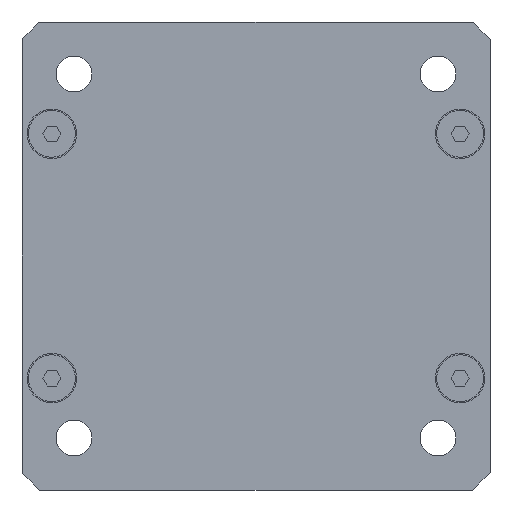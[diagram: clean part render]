
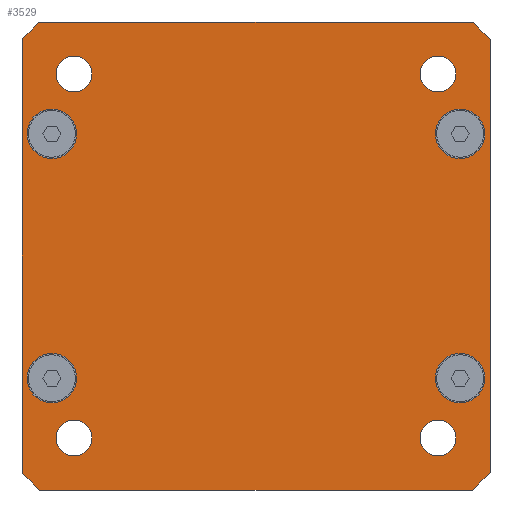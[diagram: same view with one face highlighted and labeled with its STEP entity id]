
A CAD part, front view. The second image highlights one B-rep face of the part: STEP entity #3529.
In plain terms, the highlighted planar face has unit normal (0, -1, 0).
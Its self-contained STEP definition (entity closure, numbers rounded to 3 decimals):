
#2262=CARTESIAN_POINT('',(76.918,-93.5,70.0));
#2263=VERTEX_POINT('',#2262);
#2264=CARTESIAN_POINT('',(70.0,-93.5,70.0));
#2265=DIRECTION('',(0.0,1.0,0.0));
#2266=DIRECTION('',(1.0,0.0,0.0));
#2267=AXIS2_PLACEMENT_3D('',#2264,#2265,#2266);
#2268=CIRCLE('',#2267,6.918);
#2269=EDGE_CURVE('',#2263,#2263,#2268,.T.);
#2290=CARTESIAN_POINT('',(76.918,-93.5,-70.0));
#2291=VERTEX_POINT('',#2290);
#2292=CARTESIAN_POINT('',(70.0,-93.5,-70.0));
#2293=DIRECTION('',(0.0,1.0,0.0));
#2294=DIRECTION('',(1.0,0.0,0.0));
#2295=AXIS2_PLACEMENT_3D('',#2292,#2293,#2294);
#2296=CIRCLE('',#2295,6.918);
#2297=EDGE_CURVE('',#2291,#2291,#2296,.T.);
#2318=CARTESIAN_POINT('',(-63.083,-93.5,-70.0));
#2319=VERTEX_POINT('',#2318);
#2320=CARTESIAN_POINT('',(-70.0,-93.5,-70.0));
#2321=DIRECTION('',(0.0,1.0,0.0));
#2322=DIRECTION('',(1.0,0.0,0.0));
#2323=AXIS2_PLACEMENT_3D('',#2320,#2321,#2322);
#2324=CIRCLE('',#2323,6.918);
#2325=EDGE_CURVE('',#2319,#2319,#2324,.T.);
#2346=CARTESIAN_POINT('',(-63.083,-93.5,70.0));
#2347=VERTEX_POINT('',#2346);
#2348=CARTESIAN_POINT('',(-70.0,-93.5,70.0));
#2349=DIRECTION('',(0.0,1.0,0.0));
#2350=DIRECTION('',(1.0,0.0,0.0));
#2351=AXIS2_PLACEMENT_3D('',#2348,#2349,#2350);
#2352=CIRCLE('',#2351,6.918);
#2353=EDGE_CURVE('',#2347,#2347,#2352,.T.);
#3202=CARTESIAN_POINT('',(-69.,-93.5,-47.));
#3203=VERTEX_POINT('',#3202);
#3204=CARTESIAN_POINT('',(-78.5,-93.5,-47.));
#3205=DIRECTION('',(0.0,1.0,0.0));
#3206=DIRECTION('',(-1.0,0.0,0.0));
#3207=AXIS2_PLACEMENT_3D('',#3204,#3205,#3206);
#3208=CIRCLE('',#3207,9.5);
#3209=EDGE_CURVE('',#3203,#3203,#3208,.T.);
#3270=CARTESIAN_POINT('',(88.0,-93.5,-47.0));
#3271=VERTEX_POINT('',#3270);
#3272=CARTESIAN_POINT('',(78.5,-93.5,-47.0));
#3273=DIRECTION('',(0.0,1.0,0.0));
#3274=DIRECTION('',(-1.0,0.0,0.0));
#3275=AXIS2_PLACEMENT_3D('',#3272,#3273,#3274);
#3276=CIRCLE('',#3275,9.5);
#3277=EDGE_CURVE('',#3271,#3271,#3276,.T.);
#3338=CARTESIAN_POINT('',(88.0,-93.5,47.0));
#3339=VERTEX_POINT('',#3338);
#3340=CARTESIAN_POINT('',(78.5,-93.5,47.0));
#3341=DIRECTION('',(0.0,1.0,0.0));
#3342=DIRECTION('',(-1.0,0.0,0.0));
#3343=AXIS2_PLACEMENT_3D('',#3340,#3341,#3342);
#3344=CIRCLE('',#3343,9.5);
#3345=EDGE_CURVE('',#3339,#3339,#3344,.T.);
#3406=CARTESIAN_POINT('',(-69.0,-93.5,47.0));
#3407=VERTEX_POINT('',#3406);
#3408=CARTESIAN_POINT('',(-78.5,-93.5,47.0));
#3409=DIRECTION('',(0.0,1.0,0.0));
#3410=DIRECTION('',(-1.0,0.0,0.0));
#3411=AXIS2_PLACEMENT_3D('',#3408,#3409,#3410);
#3412=CIRCLE('',#3411,9.5);
#3413=EDGE_CURVE('',#3407,#3407,#3412,.T.);
#3430=CARTESIAN_POINT('',(0.,-93.5,0.));
#3431=DIRECTION('',(0.0,1.0,0.0));
#3432=DIRECTION('',(0.0,0.0,1.0));
#3433=AXIS2_PLACEMENT_3D('',#3430,#3431,#3432);
#3434=PLANE('',#3433);
#3435=CARTESIAN_POINT('',(-90.0,-93.5,83.104));
#3436=VERTEX_POINT('',#3435);
#3437=CARTESIAN_POINT('',(-83.104,-93.5,90.0));
#3438=VERTEX_POINT('',#3437);
#3439=CARTESIAN_POINT('',(0.0,-93.5,0.0));
#3440=DIRECTION('',(0.0,1.0,0.0));
#3441=DIRECTION('',(-0.678,0.0,0.735));
#3442=AXIS2_PLACEMENT_3D('',#3439,#3440,#3441);
#3443=CIRCLE('',#3442,122.5);
#3444=EDGE_CURVE('',#3436,#3438,#3443,.T.);
#3445=ORIENTED_EDGE('',*,*,#3444,.F.);
#3446=CARTESIAN_POINT('',(-90.0,-93.5,-83.104));
#3447=VERTEX_POINT('',#3446);
#3448=CARTESIAN_POINT('',(-90.0,-93.5,-83.104));
#3449=DIRECTION('',(0.0,0.0,1.0));
#3450=VECTOR('',#3449,166.208);
#3451=LINE('',#3448,#3450);
#3452=EDGE_CURVE('',#3447,#3436,#3451,.T.);
#3453=ORIENTED_EDGE('',*,*,#3452,.F.);
#3454=CARTESIAN_POINT('',(-83.104,-93.5,-90.0));
#3455=VERTEX_POINT('',#3454);
#3456=CARTESIAN_POINT('',(0.0,-93.5,0.0));
#3457=DIRECTION('',(0.0,1.0,0.0));
#3458=DIRECTION('',(-0.735,0.0,-0.678));
#3459=AXIS2_PLACEMENT_3D('',#3456,#3457,#3458);
#3460=CIRCLE('',#3459,122.5);
#3461=EDGE_CURVE('',#3455,#3447,#3460,.T.);
#3462=ORIENTED_EDGE('',*,*,#3461,.F.);
#3463=CARTESIAN_POINT('',(83.104,-93.5,-90.0));
#3464=VERTEX_POINT('',#3463);
#3465=CARTESIAN_POINT('',(83.104,-93.5,-90.0));
#3466=DIRECTION('',(-1.0,0.0,0.0));
#3467=VECTOR('',#3466,166.208);
#3468=LINE('',#3465,#3467);
#3469=EDGE_CURVE('',#3464,#3455,#3468,.T.);
#3470=ORIENTED_EDGE('',*,*,#3469,.F.);
#3471=CARTESIAN_POINT('',(90.0,-93.5,-83.104));
#3472=VERTEX_POINT('',#3471);
#3473=CARTESIAN_POINT('',(0.0,-93.5,0.0));
#3474=DIRECTION('',(0.0,1.0,0.0));
#3475=DIRECTION('',(0.678,0.0,-0.735));
#3476=AXIS2_PLACEMENT_3D('',#3473,#3474,#3475);
#3477=CIRCLE('',#3476,122.5);
#3478=EDGE_CURVE('',#3472,#3464,#3477,.T.);
#3479=ORIENTED_EDGE('',*,*,#3478,.F.);
#3480=CARTESIAN_POINT('',(90.0,-93.5,83.104));
#3481=VERTEX_POINT('',#3480);
#3482=CARTESIAN_POINT('',(90.0,-93.5,83.104));
#3483=DIRECTION('',(0.0,0.0,-1.0));
#3484=VECTOR('',#3483,166.208);
#3485=LINE('',#3482,#3484);
#3486=EDGE_CURVE('',#3481,#3472,#3485,.T.);
#3487=ORIENTED_EDGE('',*,*,#3486,.F.);
#3488=CARTESIAN_POINT('',(83.104,-93.5,90.0));
#3489=VERTEX_POINT('',#3488);
#3490=CARTESIAN_POINT('',(0.0,-93.5,0.0));
#3491=DIRECTION('',(0.0,1.0,0.0));
#3492=DIRECTION('',(0.735,0.0,0.678));
#3493=AXIS2_PLACEMENT_3D('',#3490,#3491,#3492);
#3494=CIRCLE('',#3493,122.5);
#3495=EDGE_CURVE('',#3489,#3481,#3494,.T.);
#3496=ORIENTED_EDGE('',*,*,#3495,.F.);
#3497=CARTESIAN_POINT('',(-83.104,-93.5,90.0));
#3498=DIRECTION('',(1.0,0.0,0.0));
#3499=VECTOR('',#3498,166.208);
#3500=LINE('',#3497,#3499);
#3501=EDGE_CURVE('',#3438,#3489,#3500,.T.);
#3502=ORIENTED_EDGE('',*,*,#3501,.F.);
#3503=EDGE_LOOP('',(#3445,#3453,#3462,#3470,#3479,#3487,#3496,#3502));
#3504=FACE_OUTER_BOUND('',#3503,.T.);
#3505=ORIENTED_EDGE('',*,*,#2269,.T.);
#3506=EDGE_LOOP('',(#3505));
#3507=FACE_BOUND('',#3506,.T.);
#3508=ORIENTED_EDGE('',*,*,#2297,.T.);
#3509=EDGE_LOOP('',(#3508));
#3510=FACE_BOUND('',#3509,.T.);
#3511=ORIENTED_EDGE('',*,*,#2325,.T.);
#3512=EDGE_LOOP('',(#3511));
#3513=FACE_BOUND('',#3512,.T.);
#3514=ORIENTED_EDGE('',*,*,#2353,.T.);
#3515=EDGE_LOOP('',(#3514));
#3516=FACE_BOUND('',#3515,.T.);
#3517=ORIENTED_EDGE('',*,*,#3209,.T.);
#3518=EDGE_LOOP('',(#3517));
#3519=FACE_BOUND('',#3518,.T.);
#3520=ORIENTED_EDGE('',*,*,#3277,.T.);
#3521=EDGE_LOOP('',(#3520));
#3522=FACE_BOUND('',#3521,.T.);
#3523=ORIENTED_EDGE('',*,*,#3345,.T.);
#3524=EDGE_LOOP('',(#3523));
#3525=FACE_BOUND('',#3524,.T.);
#3526=ORIENTED_EDGE('',*,*,#3413,.T.);
#3527=EDGE_LOOP('',(#3526));
#3528=FACE_BOUND('',#3527,.T.);
#3529=ADVANCED_FACE('',(#3504,#3507,#3510,#3513,#3516,#3519,#3522,#3525,#3528),#3434,.F.);
